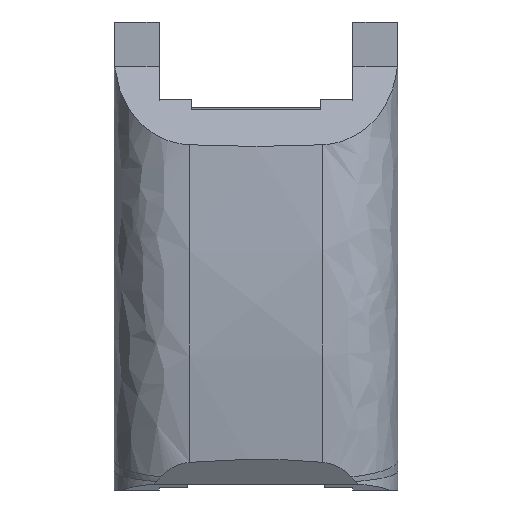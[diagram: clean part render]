
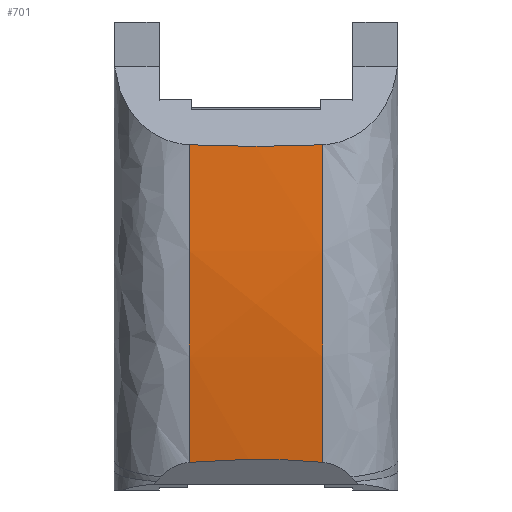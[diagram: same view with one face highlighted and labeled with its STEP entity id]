
A CAD part, front view. The second image highlights one B-rep face of the part: STEP entity #701.
In plain terms, the highlighted free-form (B-spline) face has degree [2, 2] with [3, 3] control points.
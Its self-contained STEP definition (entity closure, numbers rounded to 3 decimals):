
#15=(
BOUNDED_SURFACE()
B_SPLINE_SURFACE(2,2,((#1370,#1371,#1372),(#1373,#1374,#1375),(#1376,#1377,
#1378)),.UNSPECIFIED.,.F.,.F.,.F.)
B_SPLINE_SURFACE_WITH_KNOTS((3,3),(3,3),(-0.175,0.094),
(-1.617,-1.525),.UNSPECIFIED.)
GEOMETRIC_REPRESENTATION_ITEM()
RATIONAL_B_SPLINE_SURFACE(((1.,0.999,1.),(0.991,
0.99,0.991),(1.,0.999,1.)))
REPRESENTATION_ITEM('')
SURFACE()
);
#76=FACE_OUTER_BOUND('',#117,.T.);
#117=EDGE_LOOP('',(#594,#595,#596,#597));
#269=B_SPLINE_CURVE_WITH_KNOTS('',3,(#1146,#1147,#1148,#1149,#1150,#1151,
#1152),.UNSPECIFIED.,.F.,.F.,(4,3,4),(-0.411,0.,0.411),
 .UNSPECIFIED.);
#277=B_SPLINE_CURVE_WITH_KNOTS('',3,(#1323,#1324,#1325,#1326,#1327,#1328),
 .UNSPECIFIED.,.F.,.F.,(4,2,4),(9.355,9.76,10.165),
 .UNSPECIFIED.);
#279=B_SPLINE_CURVE_WITH_KNOTS('',3,(#1365,#1366,#1367,#1368,#1369),
 .UNSPECIFIED.,.F.,.F.,(4,1,4),(-3.118,-2.098,-1.23),
 .UNSPECIFIED.);
#280=B_SPLINE_CURVE_WITH_KNOTS('',3,(#1379,#1380,#1381,#1382,#1383),
 .UNSPECIFIED.,.F.,.F.,(4,1,4),(-2.549,-2.053,-0.661),
 .UNSPECIFIED.);
#332=VERTEX_POINT('',#1132);
#333=VERTEX_POINT('',#1145);
#339=VERTEX_POINT('',#1312);
#340=VERTEX_POINT('',#1322);
#417=EDGE_CURVE('',#332,#333,#269,.T.);
#432=EDGE_CURVE('',#340,#339,#277,.T.);
#434=EDGE_CURVE('',#340,#332,#279,.T.);
#435=EDGE_CURVE('',#333,#339,#280,.T.);
#594=ORIENTED_EDGE('',*,*,#432,.T.);
#595=ORIENTED_EDGE('',*,*,#435,.F.);
#596=ORIENTED_EDGE('',*,*,#417,.F.);
#597=ORIENTED_EDGE('',*,*,#434,.F.);
#701=ADVANCED_FACE('',(#76),#15,.F.);
#1132=CARTESIAN_POINT('',(-4.228,-9.086,31.154));
#1145=CARTESIAN_POINT('',(4.228,-9.086,31.154));
#1146=CARTESIAN_POINT('Ctrl Pts',(-4.228,-9.086,31.154));
#1147=CARTESIAN_POINT('Ctrl Pts',(-2.788,-9.158,31.084));
#1148=CARTESIAN_POINT('Ctrl Pts',(-1.371,-9.192,31.051));
#1149=CARTESIAN_POINT('Ctrl Pts',(0.,-9.192,
31.051));
#1150=CARTESIAN_POINT('Ctrl Pts',(1.371,-9.192,31.051));
#1151=CARTESIAN_POINT('Ctrl Pts',(2.788,-9.158,31.084));
#1152=CARTESIAN_POINT('Ctrl Pts',(4.228,-9.086,31.154));
#1312=CARTESIAN_POINT('',(4.228,-8.266,11.003));
#1322=CARTESIAN_POINT('',(-4.228,-8.266,11.003));
#1323=CARTESIAN_POINT('Ctrl Pts',(-4.228,-8.266,11.003));
#1324=CARTESIAN_POINT('Ctrl Pts',(-2.78,-8.356,11.137));
#1325=CARTESIAN_POINT('Ctrl Pts',(-1.35,-8.398,11.197));
#1326=CARTESIAN_POINT('Ctrl Pts',(1.35,-8.398,11.197));
#1327=CARTESIAN_POINT('Ctrl Pts',(2.78,-8.356,11.137));
#1328=CARTESIAN_POINT('Ctrl Pts',(4.228,-8.266,11.003));
#1365=CARTESIAN_POINT('Ctrl Pts',(-4.228,-8.266,11.003));
#1366=CARTESIAN_POINT('Ctrl Pts',(-4.228,-8.902,14.589));
#1367=CARTESIAN_POINT('Ctrl Pts',(-4.228,-9.596,21.314));
#1368=CARTESIAN_POINT('Ctrl Pts',(-4.228,-9.377,28.067));
#1369=CARTESIAN_POINT('Ctrl Pts',(-4.228,-9.085,31.154));
#1370=CARTESIAN_POINT('Ctrl Pts',(-4.228,-8.266,11.003));
#1371=CARTESIAN_POINT('Ctrl Pts',(0.,-8.461,
11.003));
#1372=CARTESIAN_POINT('Ctrl Pts',(4.228,-8.266,11.003));
#1373=CARTESIAN_POINT('Ctrl Pts',(-4.31,-10.04,21.023));
#1374=CARTESIAN_POINT('Ctrl Pts',(0.,-10.24,
21.023));
#1375=CARTESIAN_POINT('Ctrl Pts',(4.31,-10.04,21.023));
#1376=CARTESIAN_POINT('Ctrl Pts',(-4.265,-9.084,31.154));
#1377=CARTESIAN_POINT('Ctrl Pts',(0.,-9.281,
31.154));
#1378=CARTESIAN_POINT('Ctrl Pts',(4.265,-9.084,31.154));
#1379=CARTESIAN_POINT('Ctrl Pts',(4.228,-9.086,31.154));
#1380=CARTESIAN_POINT('Ctrl Pts',(4.228,-9.253,29.389));
#1381=CARTESIAN_POINT('Ctrl Pts',(4.228,-9.65,22.654));
#1382=CARTESIAN_POINT('Ctrl Pts',(4.228,-9.134,15.897));
#1383=CARTESIAN_POINT('Ctrl Pts',(4.228,-8.266,11.003));
